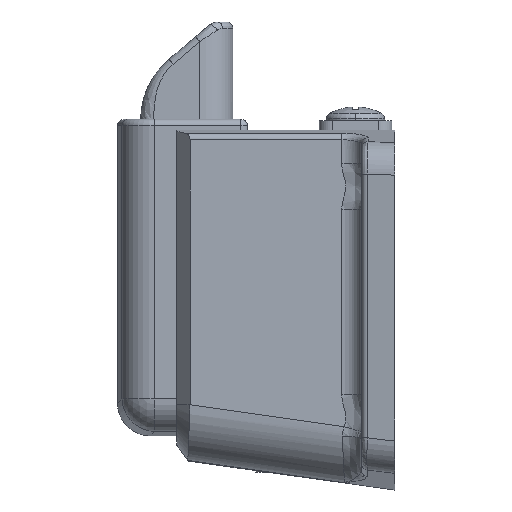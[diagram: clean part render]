
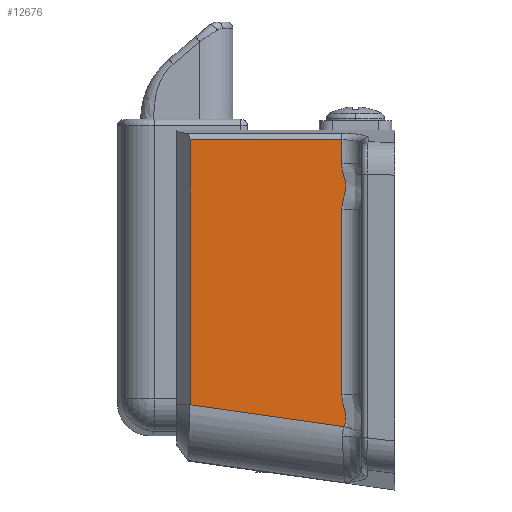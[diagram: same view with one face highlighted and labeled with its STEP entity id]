
A CAD part, left-side view. The second image highlights one B-rep face of the part: STEP entity #12676.
In plain terms, the highlighted planar face has unit normal (-1, 0, 0).
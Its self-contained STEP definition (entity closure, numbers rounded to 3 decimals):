
#119 = VERTEX_POINT ( 'NONE', #2448 ) ;
#186 = EDGE_CURVE ( 'NONE', #2619, #236, #12961, .T. ) ;
#236 = VERTEX_POINT ( 'NONE', #5215 ) ;
#490 = CARTESIAN_POINT ( 'NONE',  ( -16.25, 7.367, -9.388 ) ) ;
#636 = VERTEX_POINT ( 'NONE', #2440 ) ;
#925 = EDGE_CURVE ( 'NONE', #12748, #2619, #2929, .T. ) ;
#956 = CARTESIAN_POINT ( 'NONE',  ( -16.25, 7.622, -43.592 ) ) ;
#966 = EDGE_CURVE ( 'NONE', #636, #12748, #3631, .T. ) ;
#1568 = EDGE_CURVE ( 'NONE', #236, #4084, #7325, .T. ) ;
#1589 = ORIENTED_EDGE ( 'NONE', *, *, #10925, .T. ) ;
#1655 = CARTESIAN_POINT ( 'NONE',  ( -16.25, 7.631, -11.411 ) ) ;
#1934 = CARTESIAN_POINT ( 'NONE',  ( -16.25, 7.362, -44.805 ) ) ;
#2239 = DIRECTION ( 'NONE',  ( 0., 0., -1. ) ) ;
#2440 = CARTESIAN_POINT ( 'NONE',  ( -16.25, 31., -43.08 ) ) ;
#2448 = CARTESIAN_POINT ( 'NONE',  ( -16.25, 8., -2.911 ) ) ;
#2523 = DIRECTION ( 'NONE',  ( 0., 0., 1. ) ) ;
#2541 = LINE ( 'NONE', #9822, #4275 ) ;
#2602 = CARTESIAN_POINT ( 'NONE',  ( -16.25, 7.97, -7.152 ) ) ;
#2619 = VERTEX_POINT ( 'NONE', #10718 ) ;
#2696 = CARTESIAN_POINT ( 'NONE',  ( -16.25, 7.798, -8. ) ) ;
#2703 = ORIENTED_EDGE ( 'NONE', *, *, #6077, .T. ) ;
#2865 = CARTESIAN_POINT ( 'NONE',  ( -16.25, 7.631, -46.415 ) ) ;
#2929 = B_SPLINE_CURVE_WITH_KNOTS ( 'NONE', 3,
 ( #7587, #9829, #9775, #12089, #1934, #9641, #14259, #956, #3029, #7448, #3081, #8648 ),
 .UNSPECIFIED., .F., .F.,
 ( 4, 2, 2, 2, 2, 4 ),
 ( 0., 0.001, 0.002, 0.002, 0.004, 0.005 ),
 .UNSPECIFIED. ) ;
#3029 = CARTESIAN_POINT ( 'NONE',  ( -16.25, 7.752, -43.197 ) ) ;
#3081 = CARTESIAN_POINT ( 'NONE',  ( -16.25, 8., -41.988 ) ) ;
#3529 = FACE_OUTER_BOUND ( 'NONE', #11144, .T. ) ;
#3594 = CARTESIAN_POINT ( 'NONE',  ( -16.25, 7.543, -11.13 ) ) ;
#3627 = CARTESIAN_POINT ( 'NONE',  ( -16.25, 33., -56. ) ) ;
#3631 = LINE ( 'NONE', #10047, #8631 ) ;
#3671 = CARTESIAN_POINT ( 'NONE',  ( -16.25, 8., -2.072 ) ) ;
#3878 = ORIENTED_EDGE ( 'NONE', *, *, #186, .T. ) ;
#4075 = VECTOR ( 'NONE', #11399, 1000. ) ;
#4084 = VERTEX_POINT ( 'NONE', #5650 ) ;
#4275 = VECTOR ( 'NONE', #2239, 1000. ) ;
#4745 = CARTESIAN_POINT ( 'NONE',  ( -16.25, 7.792, -11.976 ) ) ;
#4803 = CARTESIAN_POINT ( 'NONE',  ( -16.25, 7.865, -12.26 ) ) ;
#5215 = CARTESIAN_POINT ( 'NONE',  ( -16.25, 8., -13.427 ) ) ;
#5640 = DIRECTION ( 'NONE',  ( 0., -0.99, -0.141 ) ) ;
#5650 = CARTESIAN_POINT ( 'NONE',  ( -16.25, 8., -6.573 ) ) ;
#6000 = CARTESIAN_POINT ( 'NONE',  ( -16.25, 8., -13.427 ) ) ;
#6077 = EDGE_CURVE ( 'NONE', #4084, #119, #9921, .T. ) ;
#6316 = LINE ( 'NONE', #14096, #6486 ) ;
#6486 = VECTOR ( 'NONE', #11030, 1000. ) ;
#6937 = CARTESIAN_POINT ( 'NONE',  ( -16.25, 8., -2.072 ) ) ;
#6960 = CARTESIAN_POINT ( 'NONE',  ( -16.25, 7.561, -8.837 ) ) ;
#7067 = CARTESIAN_POINT ( 'NONE',  ( -16.25, 8., -13.13 ) ) ;
#7111 = CARTESIAN_POINT ( 'NONE',  ( -16.25, 8., -6.865 ) ) ;
#7325 = B_SPLINE_CURVE_WITH_KNOTS ( 'NONE', 3,
 ( #6000, #7067, #10260, #4803, #4745, #1655, #3594, #13690, #8093, #490, #6960, #2696, #9187, #2602, #7111, #10316 ),
 .UNSPECIFIED., .F., .F.,
 ( 4, 2, 2, 2, 2, 2, 2, 4 ),
 ( 0., 0.001, 0.002, 0.003, 0.004, 0.005, 0.006, 0.007 ),
 .UNSPECIFIED. ) ;
#7389 = ORIENTED_EDGE ( 'NONE', *, *, #925, .T. ) ;
#7448 = CARTESIAN_POINT ( 'NONE',  ( -16.25, 7.939, -42.394 ) ) ;
#7544 = VERTEX_POINT ( 'NONE', #12825 ) ;
#7587 = CARTESIAN_POINT ( 'NONE',  ( -16.25, 7.631, -46.415 ) ) ;
#8009 = DIRECTION ( 'NONE',  ( 0., 0., 1. ) ) ;
#8093 = CARTESIAN_POINT ( 'NONE',  ( -16.25, 7.359, -10.271 ) ) ;
#8121 = PLANE ( 'NONE',  #10096 ) ;
#8418 = ORIENTED_EDGE ( 'NONE', *, *, #10384, .T. ) ;
#8631 = VECTOR ( 'NONE', #5640, 1000. ) ;
#8648 = CARTESIAN_POINT ( 'NONE',  ( -16.25, 8., -41.573 ) ) ;
#9187 = CARTESIAN_POINT ( 'NONE',  ( -16.25, 7.87, -7.72 ) ) ;
#9271 = DIRECTION ( 'NONE',  ( -1., 0., 0. ) ) ;
#9641 = CARTESIAN_POINT ( 'NONE',  ( -16.25, 7.417, -44.392 ) ) ;
#9775 = CARTESIAN_POINT ( 'NONE',  ( -16.25, 7.401, -45.628 ) ) ;
#9822 = CARTESIAN_POINT ( 'NONE',  ( -16.25, 31., -56. ) ) ;
#9829 = CARTESIAN_POINT ( 'NONE',  ( -16.25, 7.516, -46.022 ) ) ;
#9921 = LINE ( 'NONE', #6937, #12561 ) ;
#10047 = CARTESIAN_POINT ( 'NONE',  ( -16.25, 3.991, -46.935 ) ) ;
#10096 = AXIS2_PLACEMENT_3D ( 'NONE', #3627, #9271, #2523 ) ;
#10260 = CARTESIAN_POINT ( 'NONE',  ( -16.25, 7.969, -12.836 ) ) ;
#10316 = CARTESIAN_POINT ( 'NONE',  ( -16.25, 8., -6.573 ) ) ;
#10384 = EDGE_CURVE ( 'NONE', #119, #7544, #6316, .T. ) ;
#10516 = ORIENTED_EDGE ( 'NONE', *, *, #966, .T. ) ;
#10718 = CARTESIAN_POINT ( 'NONE',  ( -16.25, 8., -41.573 ) ) ;
#10925 = EDGE_CURVE ( 'NONE', #7544, #636, #2541, .T. ) ;
#11030 = DIRECTION ( 'NONE',  ( 0., 1., 0. ) ) ;
#11144 = EDGE_LOOP ( 'NONE', ( #2703, #8418, #1589, #10516, #7389, #3878, #11466 ) ) ;
#11399 = DIRECTION ( 'NONE',  ( 0., 0., 1. ) ) ;
#11466 = ORIENTED_EDGE ( 'NONE', *, *, #1568, .T. ) ;
#12089 = CARTESIAN_POINT ( 'NONE',  ( -16.25, 7.355, -45.015 ) ) ;
#12561 = VECTOR ( 'NONE', #8009, 1000. ) ;
#12676 = ADVANCED_FACE ( 'NONE', ( #3529 ), #8121, .T. ) ;
#12748 = VERTEX_POINT ( 'NONE', #2865 ) ;
#12825 = CARTESIAN_POINT ( 'NONE',  ( -16.25, 31., -2.911 ) ) ;
#12961 = LINE ( 'NONE', #3671, #4075 ) ;
#13690 = CARTESIAN_POINT ( 'NONE',  ( -16.25, 7.406, -10.561 ) ) ;
#14096 = CARTESIAN_POINT ( 'NONE',  ( -16.25, 31., -2.911 ) ) ;
#14259 = CARTESIAN_POINT ( 'NONE',  ( -16.25, 7.463, -44.191 ) ) ;
